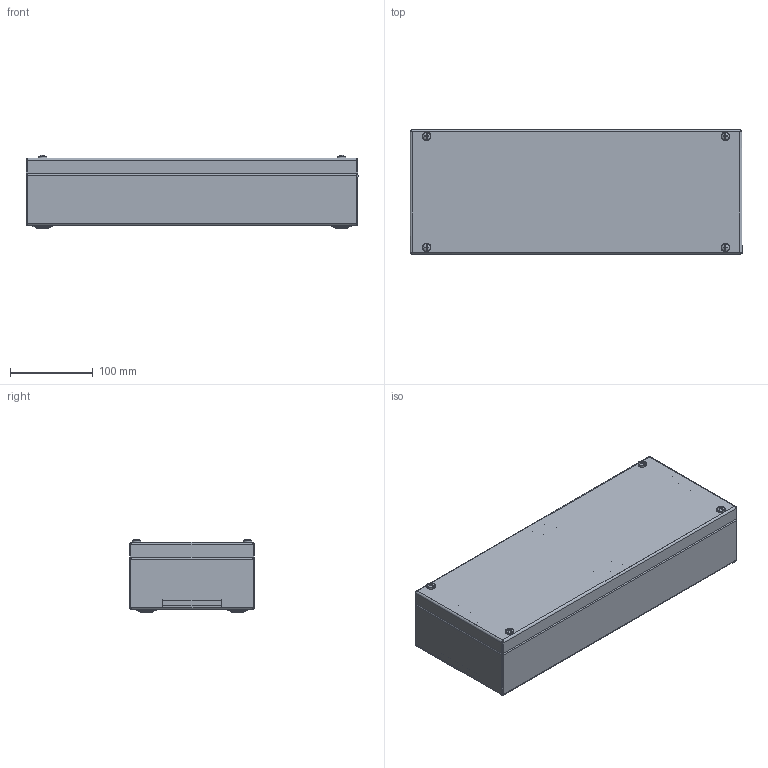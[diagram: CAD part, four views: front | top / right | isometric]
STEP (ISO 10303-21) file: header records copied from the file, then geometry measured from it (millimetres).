
FILE_DESCRIPTION(/* description */ (''),/* implementation_level */ '2;1');
FILE_NAME(/* name */ '20401508000-RST.stp',/* time_stamp */ '2021-09-08T13:18:30+02:00',/* author */ ('sl'),/* organization */ (''),/* preprocessor_version */ 'ST-DEVELOPER v16.5',/* originating_system */ 'Autodesk Inventor 2017',/* authorisation */ '');
FILE_SCHEMA (('AUTOMOTIVE_DESIGN { 1 0 10303 214 3 1 1 }'));
Length unit declared in the file: millimetre
Products named in the file (13): Edelstahl-Gehäuse-06-BG-0001-20401508000; Deckel-Edelstahl-Gehäuse-06-BG-0002-20401508000; 93379; 42033; 93344; 41070; 82410; UT-Edelstahl-Gehäuse-06-BG-0003-20401508000; 42108; 42021; 86003_Bl.1,25; Fuß-Edelstahl-Gehäuse-01-BT-0001-20101006000; Erdung-Edelstahl-Gehäuse-01-BT-0002-20101006000
Assembly tree (28 placements, depth 3):
  Edelstahl-Gehäuse-06-BG-0001-20401508000
    Deckel-Edelstahl-Gehäuse-06-BG-0002-20401508000
      41070  x4
      93344  x4
      93379
      42033
      82410  x4
    UT-Edelstahl-Gehäuse-06-BG-0003-20401508000
      86003_Bl.1,25  x4
      42108  x2
      42021
      Fuß-Edelstahl-Gehäuse-01-BT-0001-20101006000  x4
      Erdung-Edelstahl-Gehäuse-01-BT-0002-20101006000
Bounding box: 400 x 150 x 88.37 mm (x, y, z)
Volume: 330302.3 mm3; surface area: 503548.6 mm2
Topology: 26 solids, 26 shells, 718 faces, 1539 edges, 915 vertices
Faces by surface type: plane 314, cylinder 215, bspline 100, cone 45, sphere 24, torus 20
Full cylindrical faces by diameter (mm): 4.2 x8, 4.7 x1, 5 x15, 5.9 x4, 6 x1, 7 x9, 7.1 x4, 8 x9, 8.5 x4, 9 x4, 10 x8, 10.4 x4, 14 x4
Entity records: 18403 total; most frequent: CARTESIAN_POINT 7843, DIRECTION 2053, ORIENTED_EDGE 2010, EDGE_CURVE 1005, AXIS2_PLACEMENT_3D 759, VERTEX_POINT 607, EDGE_LOOP 598, LINE 535
